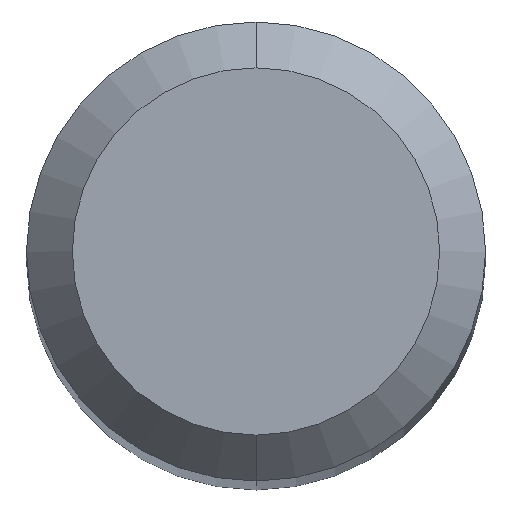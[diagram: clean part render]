
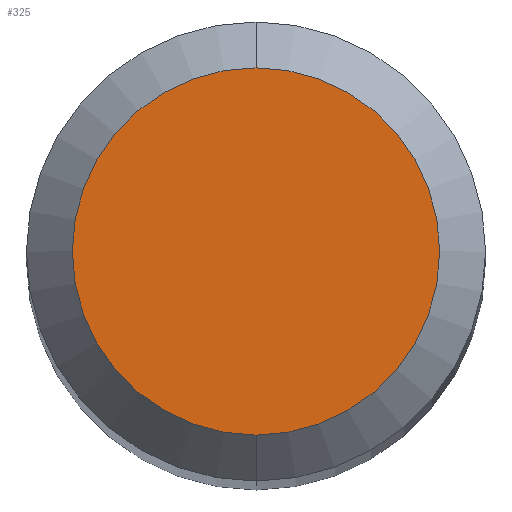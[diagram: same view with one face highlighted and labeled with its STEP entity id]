
A CAD part, top view. The second image highlights one B-rep face of the part: STEP entity #325.
In plain terms, the highlighted planar face has unit normal (0, 0, 1).
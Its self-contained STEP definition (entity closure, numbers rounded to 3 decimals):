
#181=VERTEX_POINT('',#475);
#195=VERTEX_POINT('',#490);
#291=EDGE_CURVE('',#195,#181,#593,.T.);
#325=ADVANCED_FACE('',(#630),#631,.T.);
#357=EDGE_CURVE('',#181,#195,#668,.T.);
#475=CARTESIAN_POINT('',(0.,-1.2,32.701));
#490=CARTESIAN_POINT('',(0.0,1.2,32.701));
#593=CIRCLE('',#1063,1.2);
#630=FACE_OUTER_BOUND('',#1144,.T.);
#631=PLANE('',#1145);
#668=CIRCLE('',#1209,1.2);
#1063=AXIS2_PLACEMENT_3D('',#1556,#1557,#1558);
#1144=EDGE_LOOP('',(#1603,#1604));
#1145=AXIS2_PLACEMENT_3D('',#1605,#1606,#1607);
#1209=AXIS2_PLACEMENT_3D('',#1662,#1663,#1664);
#1556=CARTESIAN_POINT('',(0.0,0.0,32.701));
#1557=DIRECTION('',(0.0,0.0,-1.0));
#1558=DIRECTION('',(0.0,1.0,0.0));
#1603=ORIENTED_EDGE('',*,*,#291,.F.);
#1604=ORIENTED_EDGE('',*,*,#357,.F.);
#1605=CARTESIAN_POINT('',(0.0,0.6,32.701));
#1606=DIRECTION('',(-0.0,0.0,1.0));
#1607=DIRECTION('',(0.0,-1.0,0.0));
#1662=CARTESIAN_POINT('',(0.0,0.0,32.701));
#1663=DIRECTION('',(0.0,0.0,-1.0));
#1664=DIRECTION('',(0.0,1.0,0.0));
